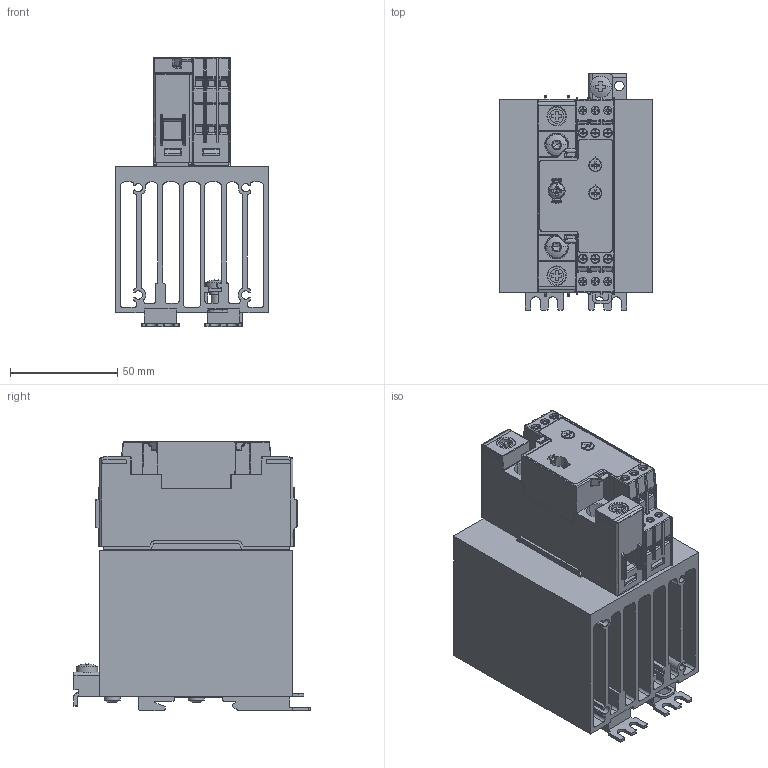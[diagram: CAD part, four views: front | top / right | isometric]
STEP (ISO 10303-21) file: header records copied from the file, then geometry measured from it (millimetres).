
FILE_DESCRIPTION((''),'2;1');
FILE_NAME('CGI1254-00-3D.stp','2015-03-21T10:02:00',(''),(''),'Mechanical Desktop 2011','Mechanical Desktop 2011',', , ');
FILE_SCHEMA(('CONFIG_CONTROL_DESIGN'));
Length unit declared in the file: millimetre
Products named in the file (2): Product; CGI1254-00
Assembly tree (1 placements, depth 2):
  Product
    CGI1254-00
Bounding box: 71.3 x 110 x 125.68 mm (x, y, z)
Volume: 309147.6 mm3; surface area: 147604.9 mm2
Topology: 4 solids, 10 shells, 2237 faces, 6557 edges, 4373 vertices
Faces by surface type: bspline 908, plane 771, cylinder 393, cone 105, torus 33, sphere 27
Entity records: 94927 total; most frequent: CARTESIAN_POINT 38100, ORIENTED_EDGE 13034, DIRECTION 10601, EDGE_CURVE 6517, VERTEX_POINT 4373, VECTOR 3649, LINE 3649, AXIS2_PLACEMENT_3D 3476
